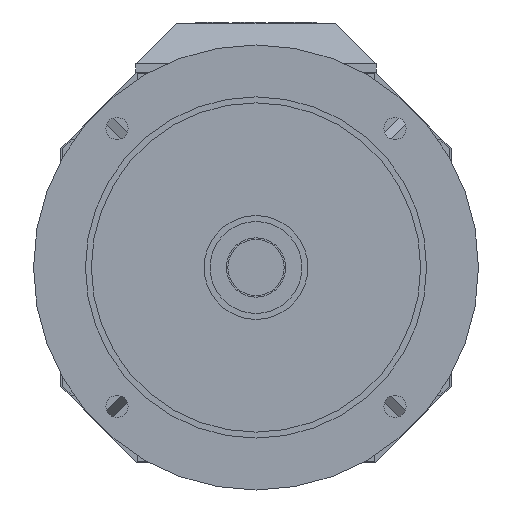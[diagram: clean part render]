
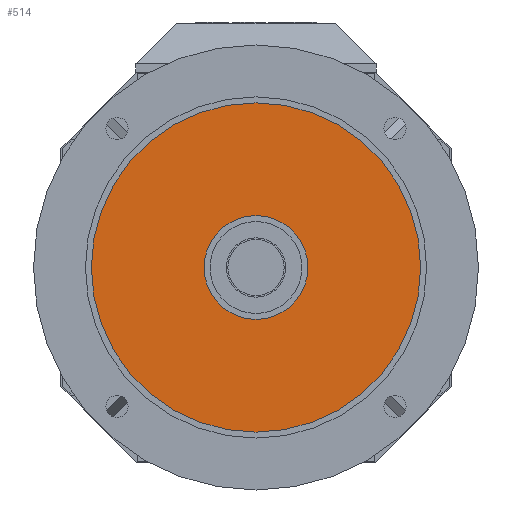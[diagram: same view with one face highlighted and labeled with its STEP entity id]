
A CAD part, front view. The second image highlights one B-rep face of the part: STEP entity #514.
In plain terms, the highlighted planar face has unit normal (0, -1, 0).
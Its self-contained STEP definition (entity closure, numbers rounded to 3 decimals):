
#87=FACE_BOUND('',#969,.T.);
#88=FACE_BOUND('',#970,.T.);
#247=PLANE('',#4448);
#514=ADVANCED_FACE('',(#87,#88),#247,.T.);
#969=EDGE_LOOP('',(#2083,#2084));
#970=EDGE_LOOP('',(#2085,#2086));
#1035=CIRCLE('',#4195,111.);
#1038=CIRCLE('',#4199,35.);
#1112=CIRCLE('',#4443,35.);
#1114=CIRCLE('',#4447,111.);
#2083=ORIENTED_EDGE('',*,*,#2698,.T.);
#2084=ORIENTED_EDGE('',*,*,#3206,.T.);
#2085=ORIENTED_EDGE('',*,*,#3204,.T.);
#2086=ORIENTED_EDGE('',*,*,#2704,.T.);
#2312=VERTEX_POINT('',#5642);
#2313=VERTEX_POINT('',#5644);
#2315=VERTEX_POINT('',#5650);
#2318=VERTEX_POINT('',#5655);
#2698=EDGE_CURVE('',#2313,#2312,#1035,.T.);
#2704=EDGE_CURVE('',#2315,#2318,#1038,.T.);
#3204=EDGE_CURVE('',#2318,#2315,#1112,.T.);
#3206=EDGE_CURVE('',#2312,#2313,#1114,.T.);
#4195=AXIS2_PLACEMENT_3D('',#5643,#4541,#4542);
#4199=AXIS2_PLACEMENT_3D('',#5656,#4552,#4553);
#4443=AXIS2_PLACEMENT_3D('',#6793,#5446,#5447);
#4447=AXIS2_PLACEMENT_3D('',#6797,#5454,#5455);
#4448=AXIS2_PLACEMENT_3D('',#6798,#5456,#5457);
#4541=DIRECTION('',(0.,-1.,0.));
#4542=DIRECTION('',(-1.,0.,0.));
#4552=DIRECTION('',(0.,1.,0.));
#4553=DIRECTION('',(-1.,0.,0.));
#5446=DIRECTION('',(0.,1.,0.));
#5447=DIRECTION('',(-1.,0.,0.));
#5454=DIRECTION('',(0.,-1.,0.));
#5455=DIRECTION('',(-1.,0.,0.));
#5456=DIRECTION('',(0.,-1.,0.));
#5457=DIRECTION('',(0.,0.,1.));
#5642=CARTESIAN_POINT('',(-111.,-275.5,0.));
#5643=CARTESIAN_POINT('',(0.,-275.5,0.));
#5644=CARTESIAN_POINT('',(111.,-275.5,0.));
#5650=CARTESIAN_POINT('',(-35.,-275.5,0.));
#5655=CARTESIAN_POINT('',(35.,-275.5,0.));
#5656=CARTESIAN_POINT('',(0.,-275.5,0.));
#6793=CARTESIAN_POINT('',(0.,-275.5,0.));
#6797=CARTESIAN_POINT('',(0.,-275.5,0.));
#6798=CARTESIAN_POINT('',(0.,-275.5,0.));
